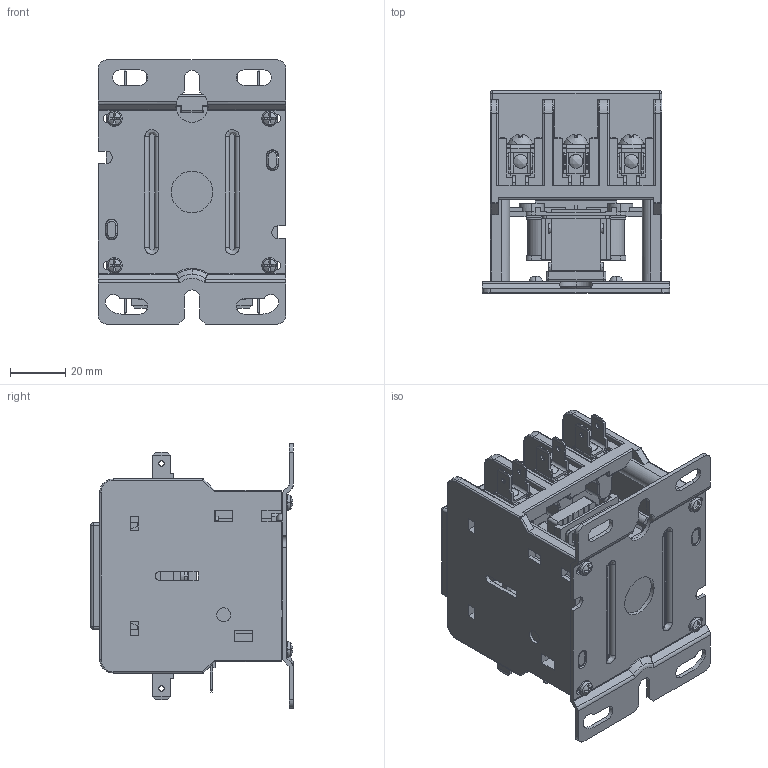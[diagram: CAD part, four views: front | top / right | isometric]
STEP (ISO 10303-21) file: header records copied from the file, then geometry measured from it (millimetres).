
FILE_DESCRIPTION (( 'STEP AP214' ), '1' );
FILE_NAME ('WDP60-3L-230.step', '2017-11-28T15:28:48', ( '' ), ( '' ), 'SwSTEP 2.0', 'SolidWorks 2017', '' );
FILE_SCHEMA (( 'AUTOMOTIVE_DESIGN' ));
Products named in the file (1): WDP60-3L-230
Bounding box: 67.5 x 73 x 95.2 mm (x, y, z)
Volume: 134719.3 mm3; surface area: 97692.9 mm2
Topology: 5 solids, 19 shells, 3094 faces, 8517 edges, 5447 vertices
Faces by surface type: plane 1931, cylinder 804, bspline 246, cone 79, torus 34
Entity records: 111392 total; most frequent: CARTESIAN_POINT 34434, ORIENTED_EDGE 16890, DIRECTION 14886, EDGE_CURVE 8445, LINE 5770, VECTOR 5770, VERTEX_POINT 5447, AXIS2_PLACEMENT_3D 4558
